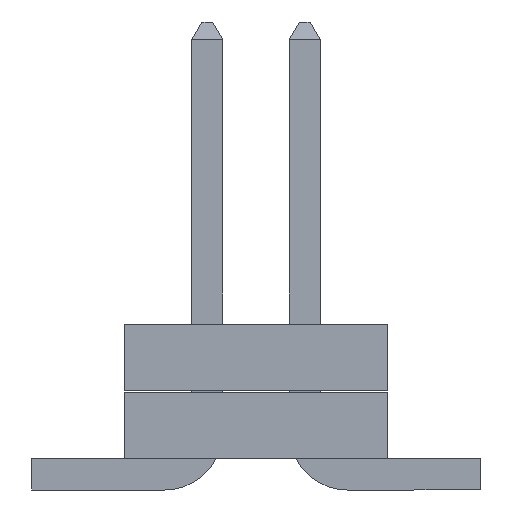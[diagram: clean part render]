
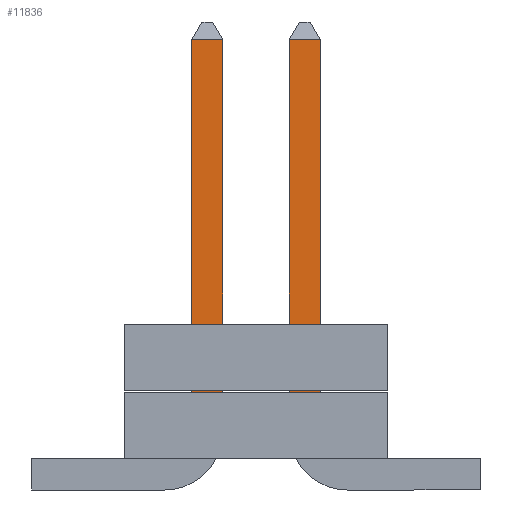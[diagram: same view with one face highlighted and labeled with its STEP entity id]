
A CAD part, left-side view. The second image highlights one B-rep face of the part: STEP entity #11836.
In plain terms, the highlighted planar face has unit normal (-1, 0, 0).
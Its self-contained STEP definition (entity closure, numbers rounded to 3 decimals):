
#221 = VERTEX_POINT('',#222);
#222 = CARTESIAN_POINT('',(-24.333,5.461,0.838));
#1743 = VERTEX_POINT('',#1744);
#1744 = CARTESIAN_POINT('',(-24.333,5.461,-0.838));
#4439 = VERTEX_POINT('',#4440);
#4440 = CARTESIAN_POINT('',(-24.333,5.461,-0.432));
#5619 = VERTEX_POINT('',#5620);
#5620 = CARTESIAN_POINT('',(-24.333,5.461,0.432));
#8021 = EDGE_CURVE('',#221,#8022,#8024,.T.);
#8022 = VERTEX_POINT('',#8023);
#8023 = CARTESIAN_POINT('',(-24.333,0.301,0.838));
#8024 = LINE('',#8025,#8026);
#8025 = CARTESIAN_POINT('',(-24.333,5.461,0.838));
#8026 = VECTOR('',#8027,1.);
#8027 = DIRECTION('',(0.,-1.,0.));
#8926 = EDGE_CURVE('',#8022,#8927,#8929,.T.);
#8927 = VERTEX_POINT('',#8928);
#8928 = CARTESIAN_POINT('',(-24.333,0.301,-0.838));
#8929 = LINE('',#8930,#8931);
#8930 = CARTESIAN_POINT('',(-24.333,0.301,0.838));
#8931 = VECTOR('',#8932,1.);
#8932 = DIRECTION('',(0.,0.,-1.));
#9838 = EDGE_CURVE('',#8927,#1743,#9839,.T.);
#9839 = LINE('',#9840,#9841);
#9840 = CARTESIAN_POINT('',(-24.333,0.301,-0.838));
#9841 = VECTOR('',#9842,1.);
#9842 = DIRECTION('',(0.,1.,0.));
#9955 = EDGE_CURVE('',#4439,#9956,#9958,.T.);
#9956 = VERTEX_POINT('',#9957);
#9957 = CARTESIAN_POINT('',(-24.333,0.555,-0.432));
#9958 = LINE('',#9959,#9960);
#9959 = CARTESIAN_POINT('',(-24.333,5.461,-0.432));
#9960 = VECTOR('',#9961,1.);
#9961 = DIRECTION('',(0.,-1.,0.));
#10860 = EDGE_CURVE('',#9956,#10861,#10863,.T.);
#10861 = VERTEX_POINT('',#10862);
#10862 = CARTESIAN_POINT('',(-24.333,0.555,0.432));
#10863 = LINE('',#10864,#10865);
#10864 = CARTESIAN_POINT('',(-24.333,0.555,-0.432));
#10865 = VECTOR('',#10866,1.);
#10866 = DIRECTION('',(0.,0.,1.));
#11772 = EDGE_CURVE('',#10861,#5619,#11773,.T.);
#11773 = LINE('',#11774,#11775);
#11774 = CARTESIAN_POINT('',(-24.333,0.555,0.432));
#11775 = VECTOR('',#11776,1.);
#11776 = DIRECTION('',(0.,1.,0.));
#11836 = ADVANCED_FACE('',(#11837),#11857,.F.);
#11837 = FACE_BOUND('',#11838,.T.);
#11838 = EDGE_LOOP('',(#11839,#11840,#11841,#11847,#11848,#11849,#11850,
    #11856));
#11839 = ORIENTED_EDGE('',*,*,#8926,.F.);
#11840 = ORIENTED_EDGE('',*,*,#8021,.F.);
#11841 = ORIENTED_EDGE('',*,*,#11842,.T.);
#11842 = EDGE_CURVE('',#221,#5619,#11843,.T.);
#11843 = LINE('',#11844,#11845);
#11844 = CARTESIAN_POINT('',(-24.333,5.461,0.));
#11845 = VECTOR('',#11846,1.);
#11846 = DIRECTION('',(0.,0.,-1.));
#11847 = ORIENTED_EDGE('',*,*,#11772,.F.);
#11848 = ORIENTED_EDGE('',*,*,#10860,.F.);
#11849 = ORIENTED_EDGE('',*,*,#9955,.F.);
#11850 = ORIENTED_EDGE('',*,*,#11851,.T.);
#11851 = EDGE_CURVE('',#4439,#1743,#11852,.T.);
#11852 = LINE('',#11853,#11854);
#11853 = CARTESIAN_POINT('',(-24.333,5.461,0.));
#11854 = VECTOR('',#11855,1.);
#11855 = DIRECTION('',(0.,0.,-1.));
#11856 = ORIENTED_EDGE('',*,*,#9838,.F.);
#11857 = PLANE('',#11858);
#11858 = AXIS2_PLACEMENT_3D('',#11859,#11860,#11861);
#11859 = CARTESIAN_POINT('',(-24.333,0.,0.));
#11860 = DIRECTION('',(1.,0.,0.));
#11861 = DIRECTION('',(0.,0.,-1.));
